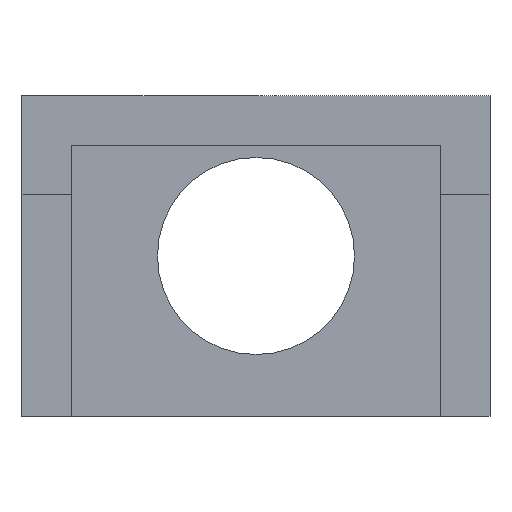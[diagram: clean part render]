
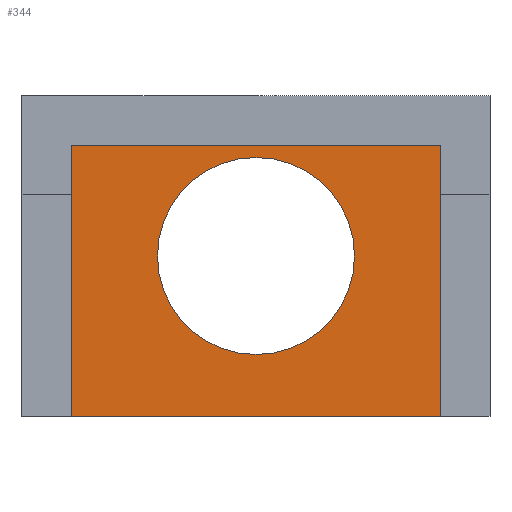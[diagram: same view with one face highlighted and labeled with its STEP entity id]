
A CAD part, front view. The second image highlights one B-rep face of the part: STEP entity #344.
In plain terms, the highlighted planar face has unit normal (0, -1, 0).
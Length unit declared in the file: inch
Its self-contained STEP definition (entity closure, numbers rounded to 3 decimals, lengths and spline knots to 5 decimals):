
#21=LINE('',#483,#61);
#30=LINE('',#506,#70);
#35=LINE('',#516,#75);
#40=LINE('',#525,#80);
#61=VECTOR('',#391,1.);
#70=VECTOR('',#412,1.);
#75=VECTOR('',#419,1.);
#80=VECTOR('',#426,1.);
#99=FACE_BOUND('',#136,.T.);
#116=FACE_OUTER_BOUND('',#135,.T.);
#135=EDGE_LOOP('',(#301,#302,#303,#304));
#136=EDGE_LOOP('',(#305));
#140=CIRCLE('',#352,4.);
#146=VERTEX_POINT('',#469);
#151=VERTEX_POINT('',#480);
#152=VERTEX_POINT('',#482);
#160=VERTEX_POINT('',#505);
#164=VERTEX_POINT('',#515);
#176=EDGE_CURVE('',#146,#146,#140,.T.);
#182=EDGE_CURVE('',#151,#152,#21,.T.);
#194=EDGE_CURVE('',#151,#160,#30,.T.);
#199=EDGE_CURVE('',#164,#152,#35,.T.);
#204=EDGE_CURVE('',#160,#164,#40,.T.);
#301=ORIENTED_EDGE('',*,*,#204,.T.);
#302=ORIENTED_EDGE('',*,*,#199,.T.);
#303=ORIENTED_EDGE('',*,*,#182,.F.);
#304=ORIENTED_EDGE('',*,*,#194,.T.);
#305=ORIENTED_EDGE('',*,*,#176,.T.);
#327=PLANE('',#370);
#344=ADVANCED_FACE('',(#116,#99),#327,.T.);
#352=AXIS2_PLACEMENT_3D('',#470,#382,#383);
#370=AXIS2_PLACEMENT_3D('',#554,#457,#458);
#382=DIRECTION('center_axis',(0.,1.,0.));
#383=DIRECTION('ref_axis',(1.,0.,0.));
#391=DIRECTION('',(-1.,0.,0.));
#412=DIRECTION('',(0.,0.,1.));
#419=DIRECTION('',(0.,0.,-1.));
#426=DIRECTION('',(-1.,0.,0.));
#457=DIRECTION('center_axis',(0.,-1.,0.));
#458=DIRECTION('ref_axis',(-1.,0.,0.));
#469=CARTESIAN_POINT('',(-4.,34.5,9.));
#470=CARTESIAN_POINT('Origin',(0.,34.5,9.));
#480=CARTESIAN_POINT('',(7.5,34.5,2.5));
#482=CARTESIAN_POINT('',(-7.5,34.5,2.5));
#483=CARTESIAN_POINT('',(0.,34.5,2.5));
#505=CARTESIAN_POINT('',(7.5,34.5,13.5));
#506=CARTESIAN_POINT('',(7.5,34.5,9.));
#515=CARTESIAN_POINT('',(-7.5,34.5,13.5));
#516=CARTESIAN_POINT('',(-7.5,34.5,9.));
#525=CARTESIAN_POINT('',(0.,34.5,13.5));
#554=CARTESIAN_POINT('Origin',(0.,34.5,9.));
